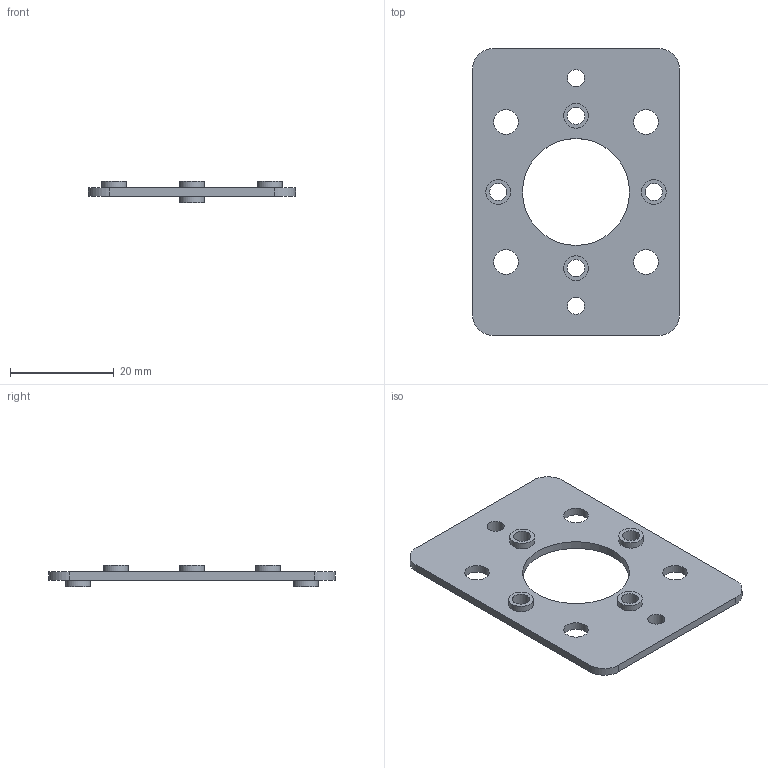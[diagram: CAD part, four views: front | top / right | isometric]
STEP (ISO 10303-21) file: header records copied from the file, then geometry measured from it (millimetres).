
FILE_DESCRIPTION((''),'2;1');
FILE_NAME('ALP101.stp','2007-11-21T14:34:21',('Philipp'),(''),'Autodesk Inventor 2008','Autodesk Inventor 2008','');
FILE_SCHEMA(('AUTOMOTIVE_DESIGN { 1 0 10303 214 1 1 1 1 }'));
Length unit declared in the file: millimetre
Products named in the file (1): ALP101
Bounding box: 39.9 x 55.3 x 4.05 mm (x, y, z)
Volume: 2761.5 mm3; surface area: 4237.9 mm2
Topology: 1 solids, 1 shells, 33 faces, 75 edges, 50 vertices
Faces by surface type: cylinder 21, plane 12
Full cylindrical faces by diameter (mm): 3.3 x6, 4.75 x10, 20.6 x1
Entity records: 936 total; most frequent: DIRECTION 168, CARTESIAN_POINT 142, ORIENTED_EDGE 116, EDGE_LOOP 78, AXIS2_PLACEMENT_3D 76, EDGE_CURVE 58, VERTEX_POINT 50, FACE_BOUND 45
